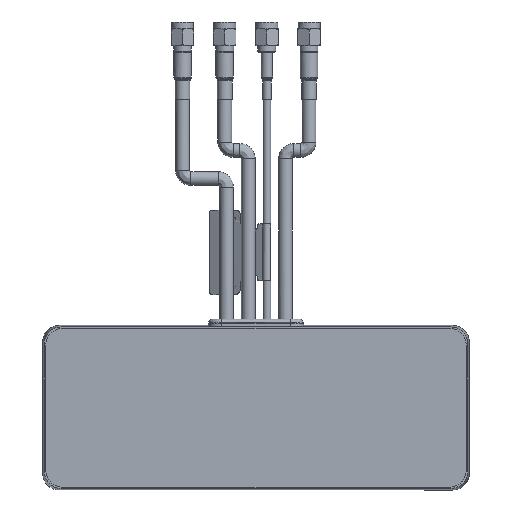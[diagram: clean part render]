
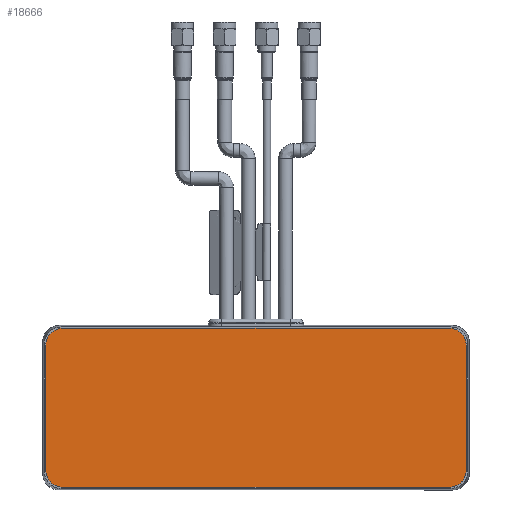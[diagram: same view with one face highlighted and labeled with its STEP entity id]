
A CAD part, front view. The second image highlights one B-rep face of the part: STEP entity #18666.
In plain terms, the highlighted planar face has unit normal (0, -1, 0).
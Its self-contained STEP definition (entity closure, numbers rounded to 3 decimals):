
#39 = CARTESIAN_POINT ( 'NONE',  ( -68.75, -2., 28.25 ) ) ;
#103 = CARTESIAN_POINT ( 'NONE',  ( -74.75, -2., 22.25 ) ) ;
#114 = CARTESIAN_POINT ( 'NONE',  ( 72.436, -2., 27.049 ) ) ;
#136 = CARTESIAN_POINT ( 'NONE',  ( -71.773, -2., 27.492 ) ) ;
#530 = EDGE_CURVE ( 'NONE', #16212, #4007, #1434, .T. ) ;
#1251 = EDGE_CURVE ( 'NONE', #2488, #12766, #18543, .T. ) ;
#1434 = B_SPLINE_CURVE_WITH_KNOTS ( 'NONE', 3,
 ( #103, #14239, #12683, #21934 ),
 .UNSPECIFIED., .F., .F.,
 ( 4, 4 ),
 ( 0., 1. ),
 .UNSPECIFIED. ) ;
#1791 = CARTESIAN_POINT ( 'NONE',  ( -73.549, -2., -25.936 ) ) ;
#2120 = CARTESIAN_POINT ( 'NONE',  ( -74.712, -2., 23.034 ) ) ;
#2225 = CARTESIAN_POINT ( 'NONE',  ( 74.594, -2., -23.82 ) ) ;
#2306 = EDGE_CURVE ( 'NONE', #4007, #8390, #14569, .T. ) ;
#2319 = CARTESIAN_POINT ( 'NONE',  ( 69.535, -2., -28.25 ) ) ;
#2325 = CARTESIAN_POINT ( 'NONE',  ( -68.75, -2., 28.25 ) ) ;
#2397 = CARTESIAN_POINT ( 'NONE',  ( 69.144, -2., 28.25 ) ) ;
#2488 = VERTEX_POINT ( 'NONE', #4206 ) ;
#2712 = CARTESIAN_POINT ( 'NONE',  ( 70.307, -2., 28.058 ) ) ;
#3748 = CARTESIAN_POINT ( 'NONE',  ( -74.75, -2., -22.25 ) ) ;
#4007 = VERTEX_POINT ( 'NONE', #3748 ) ;
#4183 = CARTESIAN_POINT ( 'NONE',  ( -74.75, -2., -23.038 ) ) ;
#4206 = CARTESIAN_POINT ( 'NONE',  ( 74.75, -2., -22.25 ) ) ;
#4450 = ORIENTED_EDGE ( 'NONE', *, *, #21795, .T. ) ;
#4609 = CARTESIAN_POINT ( 'NONE',  ( -74.75, -2., 22.644 ) ) ;
#4710 = CARTESIAN_POINT ( 'NONE',  ( -73.992, -2., 25.273 ) ) ;
#4832 = CARTESIAN_POINT ( 'NONE',  ( -72.436, -2., 27.049 ) ) ;
#4949 = CARTESIAN_POINT ( 'NONE',  ( -68.75, -2., -28.25 ) ) ;
#6775 = CARTESIAN_POINT ( 'NONE',  ( -74.75, -2., 22.25 ) ) ;
#7027 = CARTESIAN_POINT ( 'NONE',  ( -68.75, -2., 28.25 ) ) ;
#7075 = CARTESIAN_POINT ( 'NONE',  ( 70.32, -2., -28.094 ) ) ;
#7080 = CARTESIAN_POINT ( 'NONE',  ( -70.319, -2., 28.094 ) ) ;
#7179 = CARTESIAN_POINT ( 'NONE',  ( -73.549, -2., 25.936 ) ) ;
#7983 = CARTESIAN_POINT ( 'NONE',  ( -68.75, -2., -28.25 ) ) ;
#8242 = EDGE_CURVE ( 'NONE', #2488, #18003, #19274, .T. ) ;
#8390 = VERTEX_POINT ( 'NONE', #4949 ) ;
#8460 = FACE_OUTER_BOUND ( 'NONE', #21007, .T. ) ;
#8879 = CARTESIAN_POINT ( 'NONE',  ( -69.144, -2., -28.25 ) ) ;
#9189 = CARTESIAN_POINT ( 'NONE',  ( 22.917, -2., 28.25 ) ) ;
#9283 = CARTESIAN_POINT ( 'NONE',  ( 74.75, -2., 22.25 ) ) ;
#9559 = CARTESIAN_POINT ( 'NONE',  ( 74.75, -2., -22.25 ) ) ;
#9854 = ORIENTED_EDGE ( 'NONE', *, *, #8242, .T. ) ;
#10522 = AXIS2_PLACEMENT_3D ( 'NONE', #25168, #22484, #18142 ) ;
#10548 = CARTESIAN_POINT ( 'NONE',  ( 68.75, -2., -28.25 ) ) ;
#10653 = ORIENTED_EDGE ( 'NONE', *, *, #21569, .T. ) ;
#11229 = CARTESIAN_POINT ( 'NONE',  ( -68.75, -2., -28.25 ) ) ;
#11291 = CARTESIAN_POINT ( 'NONE',  ( -74.75, -2., -22.25 ) ) ;
#11920 = CARTESIAN_POINT ( 'NONE',  ( 72.437, -2., -27.048 ) ) ;
#11930 = ORIENTED_EDGE ( 'NONE', *, *, #530, .T. ) ;
#12002 = CARTESIAN_POINT ( 'NONE',  ( 74.75, -2., 22.25 ) ) ;
#12683 = CARTESIAN_POINT ( 'NONE',  ( -74.75, -2., -7.417 ) ) ;
#12766 = VERTEX_POINT ( 'NONE', #22722 ) ;
#13286 = CARTESIAN_POINT ( 'NONE',  ( 68.75, -2., 28.25 ) ) ;
#13534 = CARTESIAN_POINT ( 'NONE',  ( -74.594, -2., -23.819 ) ) ;
#14072 = CARTESIAN_POINT ( 'NONE',  ( 74.75, -2., -23.035 ) ) ;
#14239 = CARTESIAN_POINT ( 'NONE',  ( -74.75, -2., 7.417 ) ) ;
#14455 = CARTESIAN_POINT ( 'NONE',  ( 73.549, -2., 25.936 ) ) ;
#14569 = B_SPLINE_CURVE_WITH_KNOTS ( 'NONE', 3,
 ( #11291, #4183, #13534, #25483, #1791, #15927, #27855, #18334, #30105, #23099, #8879, #11229 ),
 .UNSPECIFIED., .F., .F.,
 ( 4, 2, 2, 2, 2, 4 ),
 ( 0., 0.25, 0.5, 0.75, 0.875, 1. ),
 .UNSPECIFIED. ) ;
#15120 = CARTESIAN_POINT ( 'NONE',  ( -74.75, -2., 22.25 ) ) ;
#15927 = CARTESIAN_POINT ( 'NONE',  ( -72.436, -2., -27.049 ) ) ;
#16212 = VERTEX_POINT ( 'NONE', #15120 ) ;
#16254 = CARTESIAN_POINT ( 'NONE',  ( -74.558, -2., 23.807 ) ) ;
#16457 = CARTESIAN_POINT ( 'NONE',  ( 71.772, -2., -27.493 ) ) ;
#16540 = CARTESIAN_POINT ( 'NONE',  ( 74.594, -2., 23.819 ) ) ;
#16598 = CARTESIAN_POINT ( 'NONE',  ( 74.75, -2., -22.25 ) ) ;
#16856 = CARTESIAN_POINT ( 'NONE',  ( 71.773, -2., 27.492 ) ) ;
#17680 = B_SPLINE_CURVE_WITH_KNOTS ( 'NONE', 3,
 ( #12002, #21447, #16540, #26182, #14455, #114, #16856, #18855, #2712, #25983, #2397, #18953 ),
 .UNSPECIFIED., .F., .F.,
 ( 4, 2, 2, 2, 2, 4 ),
 ( 0., 0.25, 0.5, 0.75, 0.875, 1. ),
 .UNSPECIFIED. ) ;
#18003 = VERTEX_POINT ( 'NONE', #25060 ) ;
#18142 = DIRECTION ( 'NONE',  ( 0., 0., -1. ) ) ;
#18236 = EDGE_CURVE ( 'NONE', #30565, #16212, #22478, .T. ) ;
#18334 = CARTESIAN_POINT ( 'NONE',  ( -70.682, -2., -27.944 ) ) ;
#18543 = B_SPLINE_CURVE_WITH_KNOTS ( 'NONE', 3,
 ( #9559, #14072, #2225, #25900, #26099, #11920, #16457, #7075, #2319, #18755 ),
 .UNSPECIFIED., .F., .F.,
 ( 4, 2, 2, 2, 4 ),
 ( 0., 0.25, 0.5, 0.75, 1. ),
 .UNSPECIFIED. ) ;
#18666 = ADVANCED_FACE ( 'NONE', ( #8460 ), #29692, .T. ) ;
#18755 = CARTESIAN_POINT ( 'NONE',  ( 68.75, -2., -28.25 ) ) ;
#18855 = CARTESIAN_POINT ( 'NONE',  ( 70.682, -2., 27.944 ) ) ;
#18953 = CARTESIAN_POINT ( 'NONE',  ( 68.75, -2., 28.25 ) ) ;
#18962 = CARTESIAN_POINT ( 'NONE',  ( 68.75, -2., 28.25 ) ) ;
#19274 = B_SPLINE_CURVE_WITH_KNOTS ( 'NONE', 3,
 ( #16598, #30659, #21196, #9283 ),
 .UNSPECIFIED., .F., .F.,
 ( 4, 4 ),
 ( 0., 1. ),
 .UNSPECIFIED. ) ;
#19304 = B_SPLINE_CURVE_WITH_KNOTS ( 'NONE', 3,
 ( #7983, #19888, #20102, #10548 ),
 .UNSPECIFIED., .F., .F.,
 ( 4, 4 ),
 ( 0., 1. ),
 .UNSPECIFIED. ) ;
#19458 = ORIENTED_EDGE ( 'NONE', *, *, #18236, .T. ) ;
#19888 = CARTESIAN_POINT ( 'NONE',  ( -22.917, -2., -28.25 ) ) ;
#20102 = CARTESIAN_POINT ( 'NONE',  ( 22.917, -2., -28.25 ) ) ;
#20859 = ORIENTED_EDGE ( 'NONE', *, *, #1251, .F. ) ;
#21007 = EDGE_LOOP ( 'NONE', ( #20859, #9854, #10653, #4450, #19458, #11930, #30161, #30624 ) ) ;
#21196 = CARTESIAN_POINT ( 'NONE',  ( 74.75, -2., 7.417 ) ) ;
#21447 = CARTESIAN_POINT ( 'NONE',  ( 74.75, -2., 23.038 ) ) ;
#21569 = EDGE_CURVE ( 'NONE', #18003, #28365, #17680, .T. ) ;
#21795 = EDGE_CURVE ( 'NONE', #28365, #30565, #30190, .T. ) ;
#21934 = CARTESIAN_POINT ( 'NONE',  ( -74.75, -2., -22.25 ) ) ;
#22478 = B_SPLINE_CURVE_WITH_KNOTS ( 'NONE', 3,
 ( #39, #28362, #7080, #136, #4832, #7179, #4710, #23329, #16254, #2120, #4609, #6775 ),
 .UNSPECIFIED., .F., .F.,
 ( 4, 2, 2, 2, 2, 4 ),
 ( 0., 0.25, 0.5, 0.75, 0.875, 1. ),
 .UNSPECIFIED. ) ;
#22484 = DIRECTION ( 'NONE',  ( 0., -1., 0. ) ) ;
#22722 = CARTESIAN_POINT ( 'NONE',  ( 68.75, -2., -28.25 ) ) ;
#23014 = EDGE_CURVE ( 'NONE', #8390, #12766, #19304, .T. ) ;
#23099 = CARTESIAN_POINT ( 'NONE',  ( -69.534, -2., -28.212 ) ) ;
#23329 = CARTESIAN_POINT ( 'NONE',  ( -74.444, -2., 24.182 ) ) ;
#25060 = CARTESIAN_POINT ( 'NONE',  ( 74.75, -2., 22.25 ) ) ;
#25168 = CARTESIAN_POINT ( 'NONE',  ( -68.75, -2., 22.25 ) ) ;
#25483 = CARTESIAN_POINT ( 'NONE',  ( -73.992, -2., -25.273 ) ) ;
#25900 = CARTESIAN_POINT ( 'NONE',  ( 73.993, -2., -25.272 ) ) ;
#25983 = CARTESIAN_POINT ( 'NONE',  ( 69.534, -2., 28.212 ) ) ;
#26099 = CARTESIAN_POINT ( 'NONE',  ( 73.548, -2., -25.937 ) ) ;
#26182 = CARTESIAN_POINT ( 'NONE',  ( 73.992, -2., 25.273 ) ) ;
#27855 = CARTESIAN_POINT ( 'NONE',  ( -71.773, -2., -27.492 ) ) ;
#28308 = CARTESIAN_POINT ( 'NONE',  ( -22.917, -2., 28.25 ) ) ;
#28362 = CARTESIAN_POINT ( 'NONE',  ( -69.538, -2., 28.25 ) ) ;
#28365 = VERTEX_POINT ( 'NONE', #18962 ) ;
#29692 = PLANE ( 'NONE',  #10522 ) ;
#30105 = CARTESIAN_POINT ( 'NONE',  ( -70.307, -2., -28.058 ) ) ;
#30161 = ORIENTED_EDGE ( 'NONE', *, *, #2306, .T. ) ;
#30190 = B_SPLINE_CURVE_WITH_KNOTS ( 'NONE', 3,
 ( #13286, #9189, #28308, #7027 ),
 .UNSPECIFIED., .F., .F.,
 ( 4, 4 ),
 ( 0., 1. ),
 .UNSPECIFIED. ) ;
#30565 = VERTEX_POINT ( 'NONE', #2325 ) ;
#30624 = ORIENTED_EDGE ( 'NONE', *, *, #23014, .T. ) ;
#30659 = CARTESIAN_POINT ( 'NONE',  ( 74.75, -2., -7.417 ) ) ;
